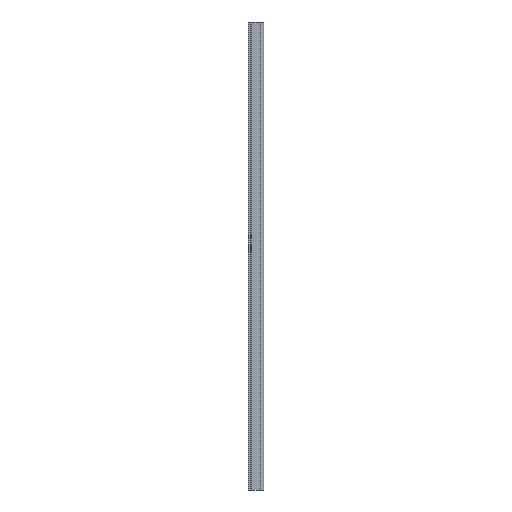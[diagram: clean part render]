
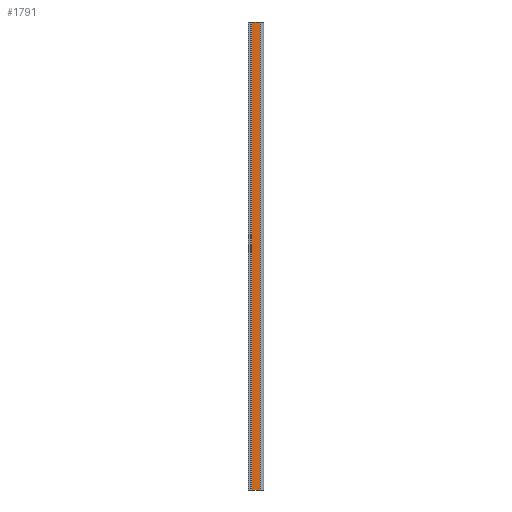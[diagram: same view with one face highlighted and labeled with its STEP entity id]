
A CAD part, left-side view. The second image highlights one B-rep face of the part: STEP entity #1791.
In plain terms, the highlighted planar face has unit normal (-1, 0, 0).
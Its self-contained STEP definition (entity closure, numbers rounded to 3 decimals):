
#23 = CARTESIAN_POINT ( 'NONE',  ( 0., 6.5, 225. ) ) ;
#74 = EDGE_CURVE ( 'NONE', #697, #1040, #1077, .T. ) ;
#185 = VECTOR ( 'NONE', #1248, 1000. ) ;
#244 = CARTESIAN_POINT ( 'NONE',  ( 0., 6.5, 0. ) ) ;
#333 = DIRECTION ( 'NONE',  ( 0., -1., 0. ) ) ;
#337 = VERTEX_POINT ( 'NONE', #420 ) ;
#376 = DIRECTION ( 'NONE',  ( 1., 0., 0. ) ) ;
#420 = CARTESIAN_POINT ( 'NONE',  ( 0., 1.8, 225. ) ) ;
#433 = ORIENTED_EDGE ( 'NONE', *, *, #1878, .T. ) ;
#561 = LINE ( 'NONE', #1192, #935 ) ;
#584 = ORIENTED_EDGE ( 'NONE', *, *, #1434, .F. ) ;
#648 = VERTEX_POINT ( 'NONE', #954 ) ;
#662 = CARTESIAN_POINT ( 'NONE',  ( 0., 5.7, 225. ) ) ;
#697 = VERTEX_POINT ( 'NONE', #1970 ) ;
#726 = VECTOR ( 'NONE', #333, 1000. ) ;
#733 = ORIENTED_EDGE ( 'NONE', *, *, #74, .F. ) ;
#774 = LINE ( 'NONE', #1722, #1612 ) ;
#861 = EDGE_LOOP ( 'NONE', ( #433, #584, #733, #2007 ) ) ;
#897 = FACE_OUTER_BOUND ( 'NONE', #861, .T. ) ;
#935 = VECTOR ( 'NONE', #1324, 1000. ) ;
#954 = CARTESIAN_POINT ( 'NONE',  ( 0., 1.8, 0. ) ) ;
#1040 = VERTEX_POINT ( 'NONE', #662 ) ;
#1077 = LINE ( 'NONE', #1558, #185 ) ;
#1179 = DIRECTION ( 'NONE',  ( 0., 1., 0. ) ) ;
#1182 = EDGE_CURVE ( 'NONE', #697, #648, #561, .T. ) ;
#1192 = CARTESIAN_POINT ( 'NONE',  ( 0., 6.5, 0. ) ) ;
#1225 = AXIS2_PLACEMENT_3D ( 'NONE', #244, #376, #1179 ) ;
#1248 = DIRECTION ( 'NONE',  ( 0., 0., 1. ) ) ;
#1324 = DIRECTION ( 'NONE',  ( 0., -1., 0. ) ) ;
#1434 = EDGE_CURVE ( 'NONE', #1040, #337, #1435, .T. ) ;
#1435 = LINE ( 'NONE', #23, #726 ) ;
#1558 = CARTESIAN_POINT ( 'NONE',  ( 0., 5.7, 0. ) ) ;
#1612 = VECTOR ( 'NONE', #1673, 1000. ) ;
#1673 = DIRECTION ( 'NONE',  ( 0., 0., 1. ) ) ;
#1722 = CARTESIAN_POINT ( 'NONE',  ( 0., 1.8, 0. ) ) ;
#1791 = ADVANCED_FACE ( 'NONE', ( #897 ), #1951, .F. ) ;
#1878 = EDGE_CURVE ( 'NONE', #648, #337, #774, .T. ) ;
#1951 = PLANE ( 'NONE',  #1225 ) ;
#1970 = CARTESIAN_POINT ( 'NONE',  ( 0., 5.7, 0. ) ) ;
#2007 = ORIENTED_EDGE ( 'NONE', *, *, #1182, .T. ) ;
